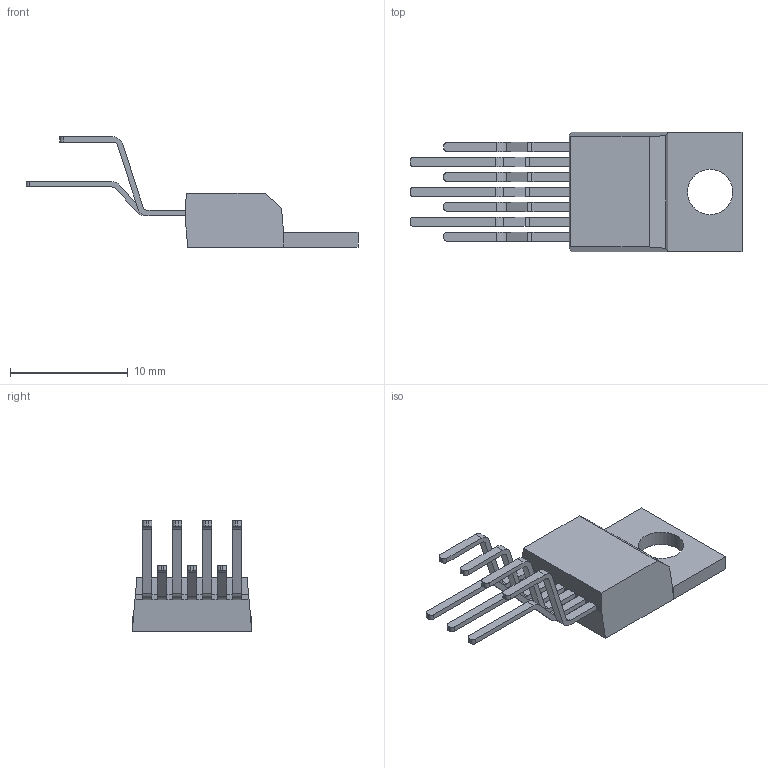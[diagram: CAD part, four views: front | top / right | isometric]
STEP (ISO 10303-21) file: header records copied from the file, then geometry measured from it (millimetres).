
FILE_DESCRIPTION((''),'2;1');
FILE_NAME('KVT0007A_ASM','2018-12-11T14:20:03',('a0412086'),(''),'CREO PARAMETRIC BY PTC INC, 2017110','CREO PARAMETRIC BY PTC INC, 2017110','');
FILE_SCHEMA(('AUTOMOTIVE_DESIGN { 1 0 10303 214 1 1 1 1 }'));
Length unit declared in the file: millimetre
Products named in the file (5): HEATSINK; BODY; PIN_SHORT; PIN; KVT0007A_ASM
Assembly tree (9 placements, depth 2):
  KVT0007A_ASM
    HEATSINK
    BODY
    PIN_SHORT  x4
    PIN  x3
Bounding box: 28.21 x 10.16 x 9.39 mm (x, y, z)
Volume: 461.5 mm3; surface area: 866 mm2
Topology: 9 solids, 9 shells, 181 faces, 459 edges, 296 vertices
Faces by surface type: plane 137, cylinder 44
Entity records: 4286 total; most frequent: CARTESIAN_POINT 583, DIRECTION 572, ORIENTED_EDGE 498, PRESENTATION_STYLE_ASSIGNMENT 253, STYLED_ITEM 253, CURVE_STYLE 249, EDGE_CURVE 249, VECTOR 221
